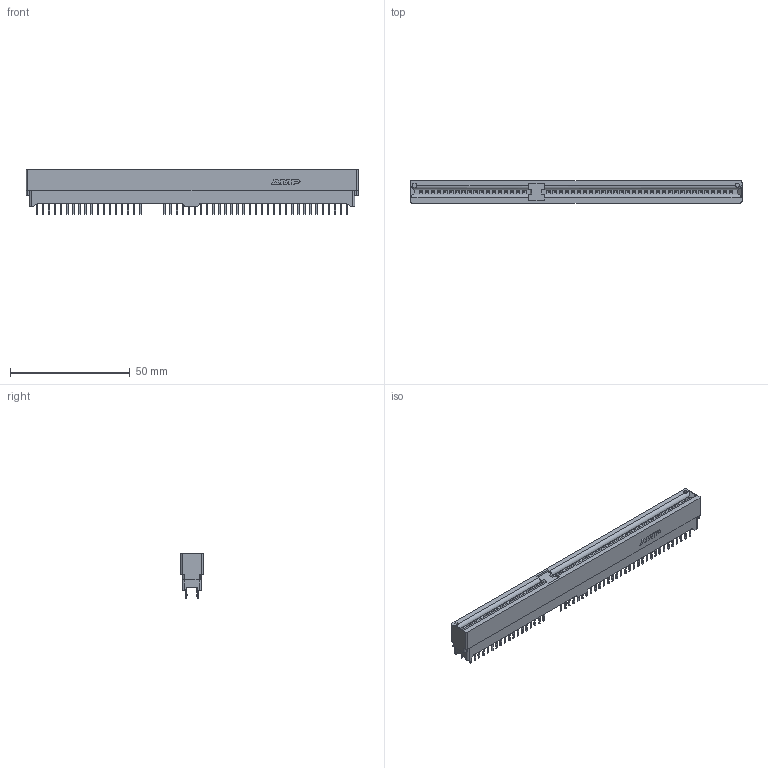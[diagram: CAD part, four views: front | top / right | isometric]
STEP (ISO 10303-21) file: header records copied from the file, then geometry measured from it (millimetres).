
FILE_DESCRIPTION((''),'2;1');
FILE_NAME('C-5176139-2','2009-07-14T',('workeradm'),(''),'PRO/ENGINEER BY PARAMETRIC TECHNOLOGY CORPORATION, 2008380','PRO/ENGINEER BY PARAMETRIC TECHNOLOGY CORPORATION, 2008380','');
FILE_SCHEMA(('AUTOMOTIVE_DESIGN { 1 0 10303 214 1 1 1 1 }'));
Length unit declared in the file: millimetre
Products named in the file (1): C-5176139-2
Bounding box: 138.68 x 9.47 x 18.67 mm (x, y, z)
Volume: 15421.5 mm3; surface area: 10373.3 mm2
Topology: 1 solids, 1 shells, 1706 faces, 4782 edges, 3184 vertices
Faces by surface type: plane 1089, cylinder 615, extrusion 2
Entity records: 55425 total; most frequent: CARTESIAN_POINT 9737, ORIENTED_EDGE 9564, DIRECTION 9420, EDGE_CURVE 4782, VECTOR 3538, LINE 3536, VERTEX_POINT 3184, AXIS2_PLACEMENT_3D 2941
